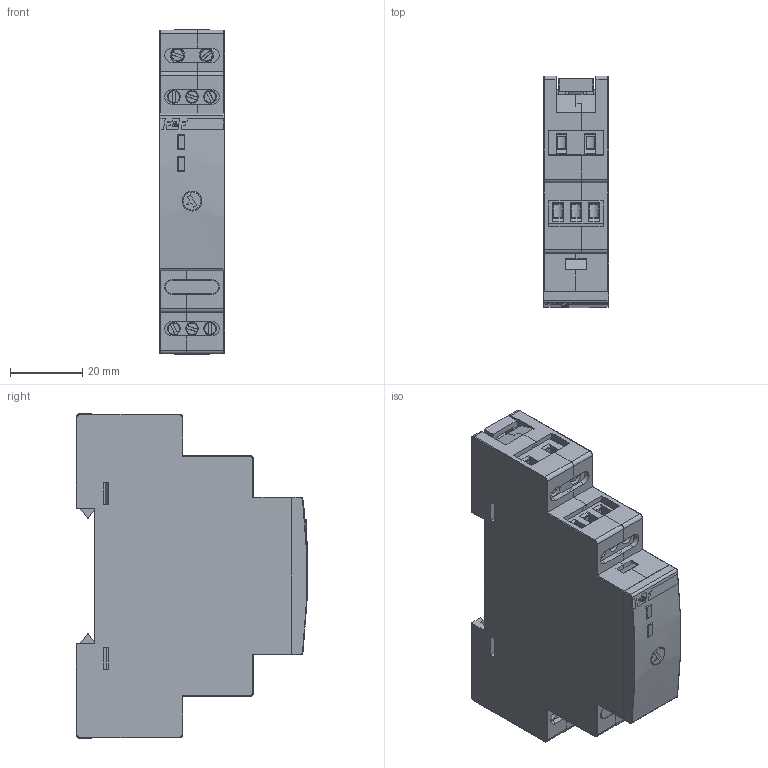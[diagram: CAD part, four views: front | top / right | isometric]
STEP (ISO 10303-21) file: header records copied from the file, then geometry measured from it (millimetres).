
FILE_DESCRIPTION(('STEP AP242'), '1');
FILE_NAME('RV-02 ñáîðêà', '', ('UNSPECIFIED'), ('UNSPECIFIED'), 'C3D Converter', 'C3D Toolkit', '');
FILE_SCHEMA(('AP242_MANAGED_MODEL_BASED_3D_ENGINEERING_MIM_LF { 1 0 10303 442 1 1 4 }'));
Length unit declared in the file: millimetre
Assembly tree (18 placements, depth 3):
  (unnamed)
    (unnamed)  x2
    (unnamed)
      (unnamed)  x2
    (unnamed)
      (unnamed)
    (unnamed)
    (unnamed)
    (unnamed)
    (unnamed)  x2
    (unnamed)  x2
      (unnamed)
    (unnamed)
Bounding box: 18.02 x 64 x 90 mm (x, y, z)
Volume: 27067.8 mm3; surface area: 36885.5 mm2
Topology: 30 solids, 30 shells, 1073 faces, 2802 edges, 1801 vertices
Faces by surface type: plane 818, cylinder 116, extrusion 77, cone 33, torus 21, sphere 8
Full cylindrical faces by diameter (mm): 2 x8, 3.5 x6, 4 x2, 5.5 x1, 6.5 x1
Entity records: 22907 total; most frequent: CARTESIAN_POINT 4454, ORIENTED_EDGE 3458, DIRECTION 3038, EDGE_CURVE 1729, VECTOR 1428, LINE 1351, VERTEX_POINT 1131, AXIS2_PLACEMENT_3D 805
